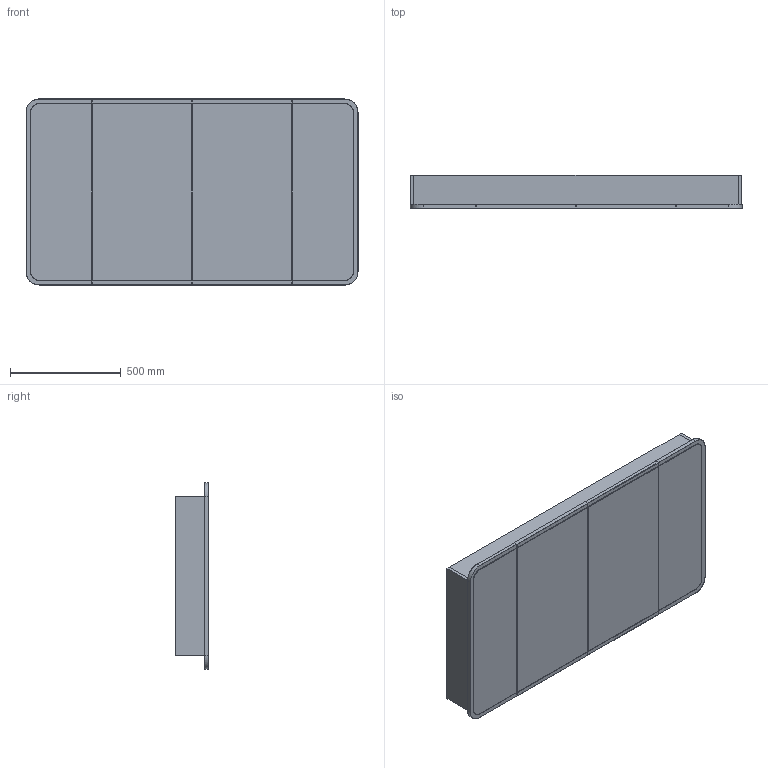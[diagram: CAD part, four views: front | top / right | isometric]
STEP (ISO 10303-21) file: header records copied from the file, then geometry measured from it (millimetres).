
FILE_DESCRIPTION(/* description */ (''),/* implementation_level */ '2;1');
FILE_NAME(/* name */ 'STEP - LUXSC15080C, LUXSC15080D_44754, 44914',/* time_stamp */ '2026-02-20T14:43:28+11:00',/* author */ (''),/* organization */ (''),/* preprocessor_version */ 'ST-DEVELOPER v16.5',/* originating_system */ 'Rhino 7.38',/* authorisation */ '');
FILE_SCHEMA (('AUTOMOTIVE_DESIGN'));
Length unit declared in the file: millimetre
Products named in the file (1): Document
Bounding box: 1500.5 x 151 x 841 mm (x, y, z)
Volume: 49062226.6 mm3; surface area: 8421016 mm2
Topology: 13 solids, 13 shells, 166 faces, 372 edges, 232 vertices
Faces by surface type: plane 118, cylinder 32, bspline 16
Entity records: 4754 total; most frequent: CARTESIAN_POINT 2000, ORIENTED_EDGE 744, EDGE_CURVE 372, B_SPLINE_CURVE_WITH_KNOTS 292, VERTEX_POINT 232, ADVANCED_FACE 166, FACE_OUTER_BOUND 166, EDGE_LOOP 166
